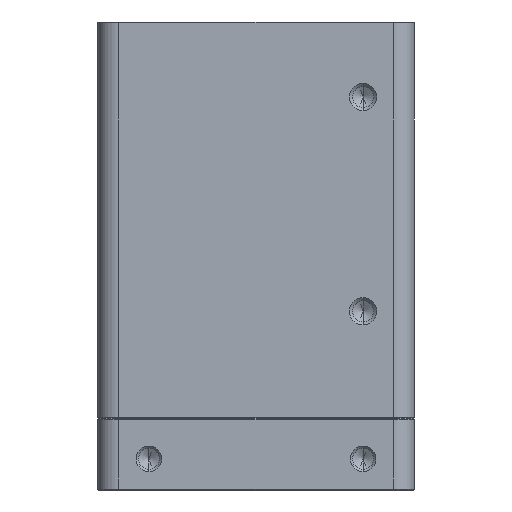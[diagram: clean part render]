
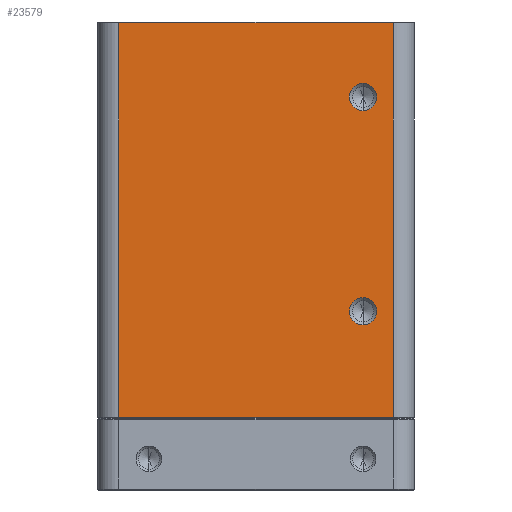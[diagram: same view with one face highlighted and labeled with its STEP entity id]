
A CAD part, front view. The second image highlights one B-rep face of the part: STEP entity #23579.
In plain terms, the highlighted planar face has unit normal (0, -1, 0).
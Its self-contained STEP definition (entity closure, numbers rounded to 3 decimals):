
#124 = VERTEX_POINT ( 'NONE', #20850 ) ;
#740 = CARTESIAN_POINT ( 'NONE',  ( -32.5, -37.5, -89. ) ) ;
#1396 = CARTESIAN_POINT ( 'NONE',  ( 32.5, -37.5, 1.8 ) ) ;
#2031 = LINE ( 'NONE', #6282, #8675 ) ;
#3190 = VERTEX_POINT ( 'NONE', #14008 ) ;
#3321 = ORIENTED_EDGE ( 'NONE', *, *, #13957, .T. ) ;
#3345 = DIRECTION ( 'NONE',  ( 0., 0., -1. ) ) ;
#4116 = VECTOR ( 'NONE', #21474, 1000. ) ;
#4745 = CARTESIAN_POINT ( 'NONE',  ( 32.5, -37.5, -89. ) ) ;
#4756 = CARTESIAN_POINT ( 'NONE',  ( -37.5, -37.5, -91.8 ) ) ;
#4842 = ORIENTED_EDGE ( 'NONE', *, *, #26413, .F. ) ;
#5027 = VERTEX_POINT ( 'NONE', #19590 ) ;
#6109 = DIRECTION ( 'NONE',  ( 0., 0., -1. ) ) ;
#6282 = CARTESIAN_POINT ( 'NONE',  ( -37.5, -37.5, 1.8 ) ) ;
#6379 = FACE_OUTER_BOUND ( 'NONE', #10396, .T. ) ;
#6476 = EDGE_CURVE ( 'NONE', #15922, #124, #13519, .T. ) ;
#6847 = ORIENTED_EDGE ( 'NONE', *, *, #19608, .T. ) ;
#7067 = PLANE ( 'NONE',  #26563 ) ;
#8123 = AXIS2_PLACEMENT_3D ( 'NONE', #21636, #16007, #9163 ) ;
#8675 = VECTOR ( 'NONE', #14663, 1000. ) ;
#8722 = FACE_BOUND ( 'NONE', #17497, .T. ) ;
#9163 = DIRECTION ( 'NONE',  ( 0., 0., -1. ) ) ;
#9549 = CARTESIAN_POINT ( 'NONE',  ( 25.4, -37.5, -15.8 ) ) ;
#10267 = ORIENTED_EDGE ( 'NONE', *, *, #12760, .F. ) ;
#10396 = EDGE_LOOP ( 'NONE', ( #24006, #18964, #3321, #6847 ) ) ;
#10654 = LINE ( 'NONE', #4756, #22254 ) ;
#11654 = ORIENTED_EDGE ( 'NONE', *, *, #23748, .F. ) ;
#11819 = AXIS2_PLACEMENT_3D ( 'NONE', #14608, #16549, #6109 ) ;
#12057 = CIRCLE ( 'NONE', #15137, 3.25 ) ;
#12560 = EDGE_CURVE ( 'NONE', #5027, #3190, #26964, .T. ) ;
#12760 = EDGE_CURVE ( 'NONE', #16080, #21975, #12057, .T. ) ;
#13394 = DIRECTION ( 'NONE',  ( 0., -1., 0. ) ) ;
#13519 = LINE ( 'NONE', #740, #4116 ) ;
#13957 = EDGE_CURVE ( 'NONE', #20752, #14023, #17103, .T. ) ;
#14008 = CARTESIAN_POINT ( 'NONE',  ( 25.4, -37.5, -63.35 ) ) ;
#14023 = VERTEX_POINT ( 'NONE', #1396 ) ;
#14608 = CARTESIAN_POINT ( 'NONE',  ( 25.4, -37.5, -66.6 ) ) ;
#14663 = DIRECTION ( 'NONE',  ( -1., 0., 0. ) ) ;
#15037 = ORIENTED_EDGE ( 'NONE', *, *, #12560, .F. ) ;
#15137 = AXIS2_PLACEMENT_3D ( 'NONE', #23012, #27144, #22614 ) ;
#15180 = DIRECTION ( 'NONE',  ( 1., 0., 0. ) ) ;
#15317 = DIRECTION ( 'NONE',  ( 0., 0., 1. ) ) ;
#15322 = DIRECTION ( 'NONE',  ( 0., 0., -1. ) ) ;
#15449 = DIRECTION ( 'NONE',  ( 0., -1., 0. ) ) ;
#15922 = VERTEX_POINT ( 'NONE', #16294 ) ;
#15978 = EDGE_CURVE ( 'NONE', #124, #20752, #10654, .T. ) ;
#16007 = DIRECTION ( 'NONE',  ( 0., -1., 0. ) ) ;
#16080 = VERTEX_POINT ( 'NONE', #21489 ) ;
#16294 = CARTESIAN_POINT ( 'NONE',  ( -32.5, -37.5, 1.8 ) ) ;
#16549 = DIRECTION ( 'NONE',  ( 0., -1., 0. ) ) ;
#17103 = LINE ( 'NONE', #4745, #22574 ) ;
#17393 = CARTESIAN_POINT ( 'NONE',  ( 25.4, -37.5, -19.05 ) ) ;
#17497 = EDGE_LOOP ( 'NONE', ( #11654, #10267 ) ) ;
#18964 = ORIENTED_EDGE ( 'NONE', *, *, #15978, .T. ) ;
#19291 = FACE_BOUND ( 'NONE', #20393, .T. ) ;
#19555 = AXIS2_PLACEMENT_3D ( 'NONE', #9549, #13394, #3345 ) ;
#19590 = CARTESIAN_POINT ( 'NONE',  ( 25.4, -37.5, -69.85 ) ) ;
#19608 = EDGE_CURVE ( 'NONE', #14023, #15922, #2031, .T. ) ;
#19972 = CIRCLE ( 'NONE', #19555, 3.25 ) ;
#20393 = EDGE_LOOP ( 'NONE', ( #15037, #4842 ) ) ;
#20752 = VERTEX_POINT ( 'NONE', #25721 ) ;
#20850 = CARTESIAN_POINT ( 'NONE',  ( -32.5, -37.5, -91.8 ) ) ;
#21474 = DIRECTION ( 'NONE',  ( 0., 0., -1. ) ) ;
#21489 = CARTESIAN_POINT ( 'NONE',  ( 25.4, -37.5, -12.55 ) ) ;
#21636 = CARTESIAN_POINT ( 'NONE',  ( 25.4, -37.5, -66.6 ) ) ;
#21975 = VERTEX_POINT ( 'NONE', #17393 ) ;
#22254 = VECTOR ( 'NONE', #15180, 1000. ) ;
#22574 = VECTOR ( 'NONE', #15317, 1000. ) ;
#22614 = DIRECTION ( 'NONE',  ( 0., 0., -1. ) ) ;
#23012 = CARTESIAN_POINT ( 'NONE',  ( 25.4, -37.5, -15.8 ) ) ;
#23579 = ADVANCED_FACE ( 'NONE', ( #6379, #19291, #8722 ), #7067, .T. ) ;
#23654 = CIRCLE ( 'NONE', #11819, 3.25 ) ;
#23748 = EDGE_CURVE ( 'NONE', #21975, #16080, #19972, .T. ) ;
#24006 = ORIENTED_EDGE ( 'NONE', *, *, #6476, .T. ) ;
#25464 = CARTESIAN_POINT ( 'NONE',  ( -37.5, -37.5, -89. ) ) ;
#25721 = CARTESIAN_POINT ( 'NONE',  ( 32.5, -37.5, -91.8 ) ) ;
#26413 = EDGE_CURVE ( 'NONE', #3190, #5027, #23654, .T. ) ;
#26563 = AXIS2_PLACEMENT_3D ( 'NONE', #25464, #15449, #15322 ) ;
#26964 = CIRCLE ( 'NONE', #8123, 3.25 ) ;
#27144 = DIRECTION ( 'NONE',  ( 0., -1., 0. ) ) ;
